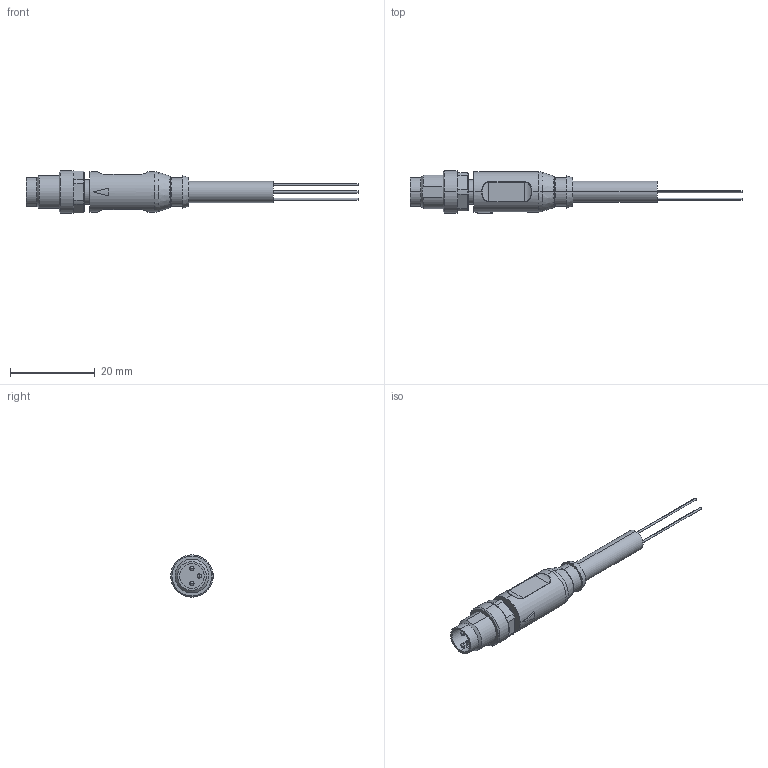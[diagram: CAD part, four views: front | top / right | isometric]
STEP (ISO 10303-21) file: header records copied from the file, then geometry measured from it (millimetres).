
FILE_DESCRIPTION (( 'STEP AP203' ), '1' );
FILE_NAME ('7000-08001-0301000.step', '2022-10-27T12:58:45', ( '' ), ( '' ), 'SwSTEP 2.0', 'SolidWorks 2021', '' );
FILE_SCHEMA (( 'CONFIG_CONTROL_DESIGN' ));
Length unit declared in the file: millimetre
Products named in the file (1): 7000-08001-0301000
Bounding box: 78.4 x 10.05 x 10 mm (x, y, z)
Volume: 2534.8 mm3; surface area: 1801.4 mm2
Topology: 4 solids, 4 shells, 119 faces, 266 edges, 166 vertices
Faces by surface type: cylinder 44, plane 41, cone 14, bspline 12, torus 8
Entity records: 4311 total; most frequent: CARTESIAN_POINT 1662, ORIENTED_EDGE 532, DIRECTION 532, EDGE_CURVE 266, AXIS2_PLACEMENT_3D 222, VERTEX_POINT 166, EDGE_LOOP 130, FACE_OUTER_BOUND 119
